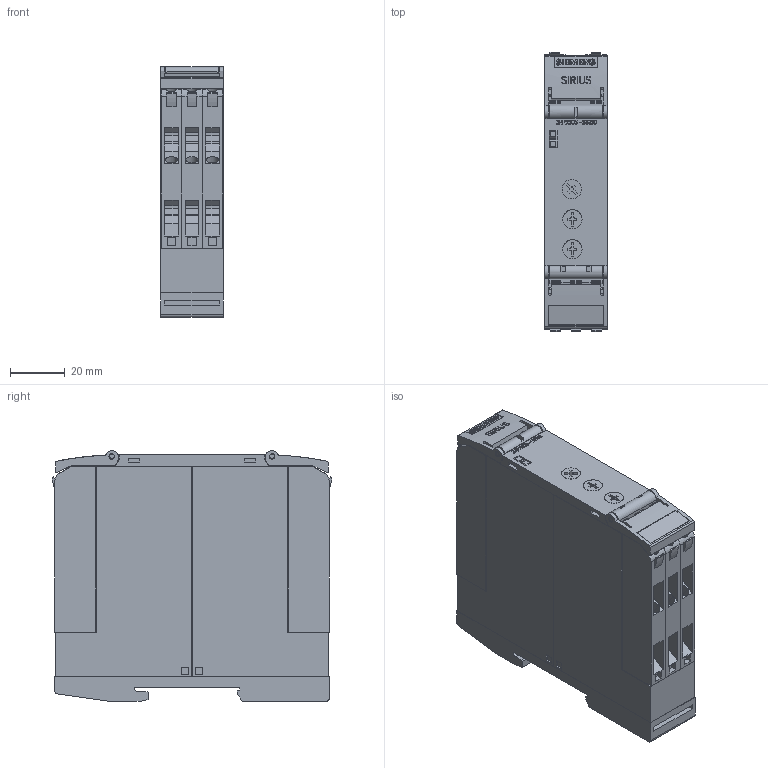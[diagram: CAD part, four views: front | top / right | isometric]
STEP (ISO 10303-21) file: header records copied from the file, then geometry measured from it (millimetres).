
FILE_DESCRIPTION(('STEP AP214'),'1');
FILE_NAME('cctmp_0C1811F2-E781-4846-8F51-9195C7332850_2023_07_21_09_14_38_0487..stp','2023-07-21T07:14:40',('SIEMENS A&D'),('CADClick - www.CADClick.com'),'Spatial InterOp 3D postprocessed',' ','unknown authorization');
FILE_SCHEMA(('AUTOMOTIVE_DESIGN'));
Length unit declared in the file: millimetre
Products named in the file (1): 2023_07_21_09_14_38_0412
Bounding box: 22.8 x 101.9 x 91.42 mm (x, y, z)
Volume: 179697.8 mm3; surface area: 51049.6 mm2
Topology: 1 solids, 1 shells, 1618 faces, 4525 edges, 3006 vertices
Faces by surface type: plane 1302, cylinder 270, cone 30, torus 16
Entity records: 87530 total; most frequent: CARTESIAN_POINT 10253, STYLED_ITEM 9142, PRESENTATION_STYLE_ASSIGNMENT 9142, ORIENTED_EDGE 9034, DIRECTION 8394, EDGE_CURVE 4517, CURVE_STYLE 4517, DRAUGHTING_PRE_DEFINED_CURVE_FONT 4517
